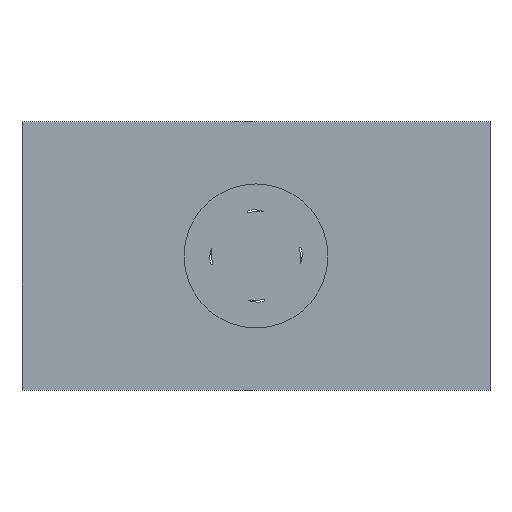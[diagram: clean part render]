
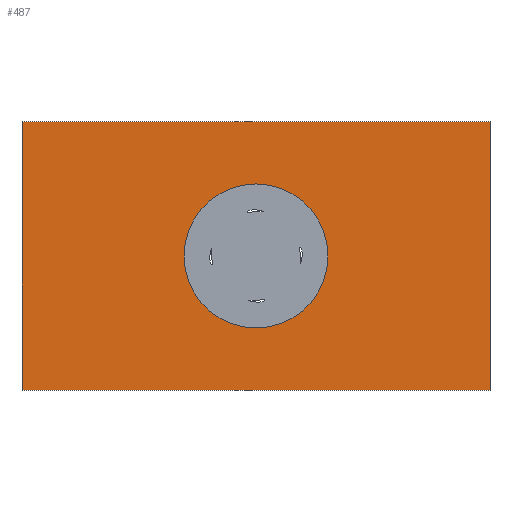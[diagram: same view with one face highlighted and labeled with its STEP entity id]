
A CAD part, top view. The second image highlights one B-rep face of the part: STEP entity #487.
In plain terms, the highlighted planar face has unit normal (0, 0, 1).
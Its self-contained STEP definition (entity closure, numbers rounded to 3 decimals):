
#35=FACE_BOUND('',#128,.T.);
#43=PLANE('',#553);
#93=FACE_OUTER_BOUND('',#127,.T.);
#127=EDGE_LOOP('',(#443,#444,#445,#446));
#128=EDGE_LOOP('',(#447));
#151=LINE('',#6993,#181);
#154=LINE('',#6999,#184);
#157=LINE('',#7005,#187);
#160=LINE('',#7009,#190);
#181=VECTOR('',#649,10.);
#184=VECTOR('',#654,10.);
#187=VECTOR('',#659,10.);
#190=VECTOR('',#664,10.);
#209=CIRCLE('',#547,400.);
#245=VERTEX_POINT('',#6981);
#249=VERTEX_POINT('',#6990);
#250=VERTEX_POINT('',#6992);
#252=VERTEX_POINT('',#6998);
#254=VERTEX_POINT('',#7004);
#306=EDGE_CURVE('',#245,#245,#209,.T.);
#311=EDGE_CURVE('',#250,#249,#151,.T.);
#314=EDGE_CURVE('',#252,#250,#154,.T.);
#317=EDGE_CURVE('',#254,#252,#157,.T.);
#320=EDGE_CURVE('',#249,#254,#160,.T.);
#443=ORIENTED_EDGE('',*,*,#320,.T.);
#444=ORIENTED_EDGE('',*,*,#317,.T.);
#445=ORIENTED_EDGE('',*,*,#314,.T.);
#446=ORIENTED_EDGE('',*,*,#311,.T.);
#447=ORIENTED_EDGE('',*,*,#306,.T.);
#487=ADVANCED_FACE('',(#93,#35),#43,.T.);
#547=AXIS2_PLACEMENT_3D('',#6982,#640,#641);
#553=AXIS2_PLACEMENT_3D('',#7010,#665,#666);
#640=DIRECTION('center_axis',(0.,0.,-1.));
#641=DIRECTION('ref_axis',(1.,0.,0.));
#649=DIRECTION('',(1.,0.,0.));
#654=DIRECTION('',(0.,-1.,0.));
#659=DIRECTION('',(-1.,0.,0.));
#664=DIRECTION('',(0.,1.,0.));
#665=DIRECTION('center_axis',(0.,0.,1.));
#666=DIRECTION('ref_axis',(1.,0.,0.));
#6981=CARTESIAN_POINT('',(-350.26,-245.002,100.));
#6982=CARTESIAN_POINT('Origin',(49.74,-245.002,100.));
#6990=CARTESIAN_POINT('',(1350.,-990.004,100.));
#6992=CARTESIAN_POINT('',(-1250.52,-990.004,100.));
#6993=CARTESIAN_POINT('',(-1250.52,-990.004,100.));
#6998=CARTESIAN_POINT('',(-1250.52,500.,100.));
#6999=CARTESIAN_POINT('',(-1250.52,500.,100.));
#7004=CARTESIAN_POINT('',(1350.,500.,100.));
#7005=CARTESIAN_POINT('',(1350.,500.,100.));
#7009=CARTESIAN_POINT('',(1350.,-990.004,100.));
#7010=CARTESIAN_POINT('Origin',(49.74,-245.002,100.));
